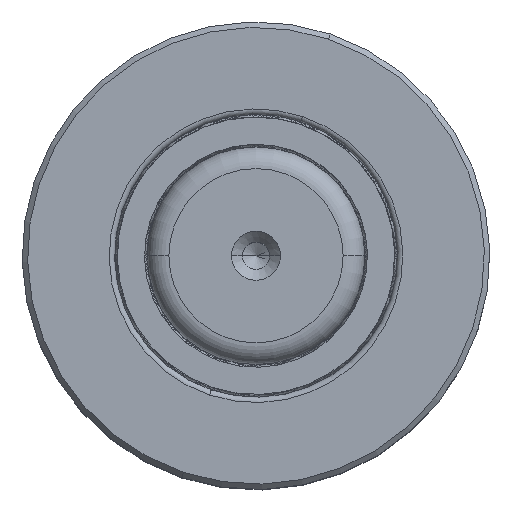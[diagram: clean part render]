
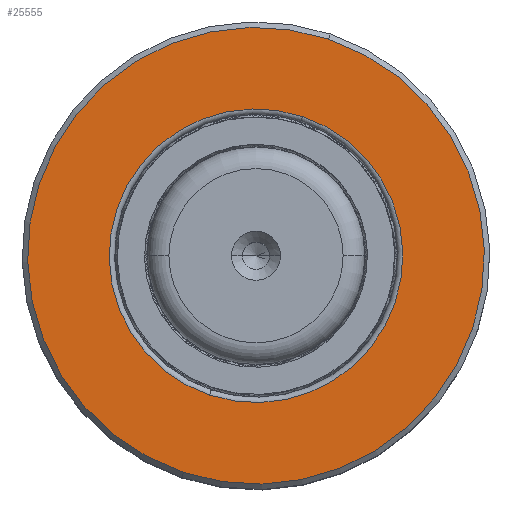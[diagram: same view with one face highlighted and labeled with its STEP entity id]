
A CAD part, top view. The second image highlights one B-rep face of the part: STEP entity #25555.
In plain terms, the highlighted face is planar.
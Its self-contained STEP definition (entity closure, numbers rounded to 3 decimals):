
#414 = DIRECTION ( 'NONE',  ( 0., -1., 0. ) ) ;
#566 = CARTESIAN_POINT ( 'NONE',  ( 0., 15.687, -13.5 ) ) ;
#1426 = ORIENTED_EDGE ( 'NONE', *, *, #15307, .T. ) ;
#1472 = CARTESIAN_POINT ( 'NONE',  ( 0., 15.687, 13.5 ) ) ;
#1481 = FACE_OUTER_BOUND ( 'NONE', #17091, .T. ) ;
#1735 = CARTESIAN_POINT ( 'NONE',  ( 21., 15.687, 0. ) ) ;
#2183 = DIRECTION ( 'NONE',  ( 0., -1., 0. ) ) ;
#2425 = ORIENTED_EDGE ( 'NONE', *, *, #7153, .F. ) ;
#3318 = EDGE_LOOP ( 'NONE', ( #1426, #23118 ) ) ;
#4390 = VERTEX_POINT ( 'NONE', #1472 ) ;
#4863 = CARTESIAN_POINT ( 'NONE',  ( 0., 15.687, 0. ) ) ;
#5000 = FACE_BOUND ( 'NONE', #3318, .T. ) ;
#7153 = EDGE_CURVE ( 'NONE', #15350, #16351, #9846, .T. ) ;
#8645 = DIRECTION ( 'NONE',  ( 0., 0., -1. ) ) ;
#9846 = CIRCLE ( 'NONE', #17129, 21. ) ;
#10513 = DIRECTION ( 'NONE',  ( 0., 0., -1. ) ) ;
#11298 = AXIS2_PLACEMENT_3D ( 'NONE', #1735, #24253, #29894 ) ;
#15307 = EDGE_CURVE ( 'NONE', #17801, #4390, #20405, .T. ) ;
#15350 = VERTEX_POINT ( 'NONE', #17189 ) ;
#15596 = AXIS2_PLACEMENT_3D ( 'NONE', #29833, #2183, #10513 ) ;
#16351 = VERTEX_POINT ( 'NONE', #32916 ) ;
#16405 = EDGE_CURVE ( 'NONE', #4390, #17801, #19267, .T. ) ;
#17091 = EDGE_LOOP ( 'NONE', ( #2425, #29004 ) ) ;
#17129 = AXIS2_PLACEMENT_3D ( 'NONE', #27382, #32899, #35971 ) ;
#17189 = CARTESIAN_POINT ( 'NONE',  ( 0., 15.687, -21. ) ) ;
#17801 = VERTEX_POINT ( 'NONE', #566 ) ;
#19267 = CIRCLE ( 'NONE', #20773, 13.5 ) ;
#20405 = CIRCLE ( 'NONE', #33704, 13.5 ) ;
#20773 = AXIS2_PLACEMENT_3D ( 'NONE', #4863, #31040, #8645 ) ;
#22832 = DIRECTION ( 'NONE',  ( 0., 0., -1. ) ) ;
#23118 = ORIENTED_EDGE ( 'NONE', *, *, #16405, .T. ) ;
#24253 = DIRECTION ( 'NONE',  ( 0., 1., 0. ) ) ;
#25555 = ADVANCED_FACE ( 'NONE', ( #5000, #1481 ), #27067, .T. ) ;
#27067 = PLANE ( 'NONE',  #11298 ) ;
#27382 = CARTESIAN_POINT ( 'NONE',  ( 0., 15.687, 0. ) ) ;
#29004 = ORIENTED_EDGE ( 'NONE', *, *, #36114, .F. ) ;
#29833 = CARTESIAN_POINT ( 'NONE',  ( 0., 15.687, 0. ) ) ;
#29894 = DIRECTION ( 'NONE',  ( 0., 0., 1. ) ) ;
#31040 = DIRECTION ( 'NONE',  ( 0., -1., 0. ) ) ;
#31292 = CARTESIAN_POINT ( 'NONE',  ( 0., 15.687, 0. ) ) ;
#32899 = DIRECTION ( 'NONE',  ( 0., -1., 0. ) ) ;
#32916 = CARTESIAN_POINT ( 'NONE',  ( 0., 15.687, 21. ) ) ;
#33704 = AXIS2_PLACEMENT_3D ( 'NONE', #31292, #414, #22832 ) ;
#34073 = CIRCLE ( 'NONE', #15596, 21. ) ;
#35971 = DIRECTION ( 'NONE',  ( 0., 0., -1. ) ) ;
#36114 = EDGE_CURVE ( 'NONE', #16351, #15350, #34073, .T. ) ;
